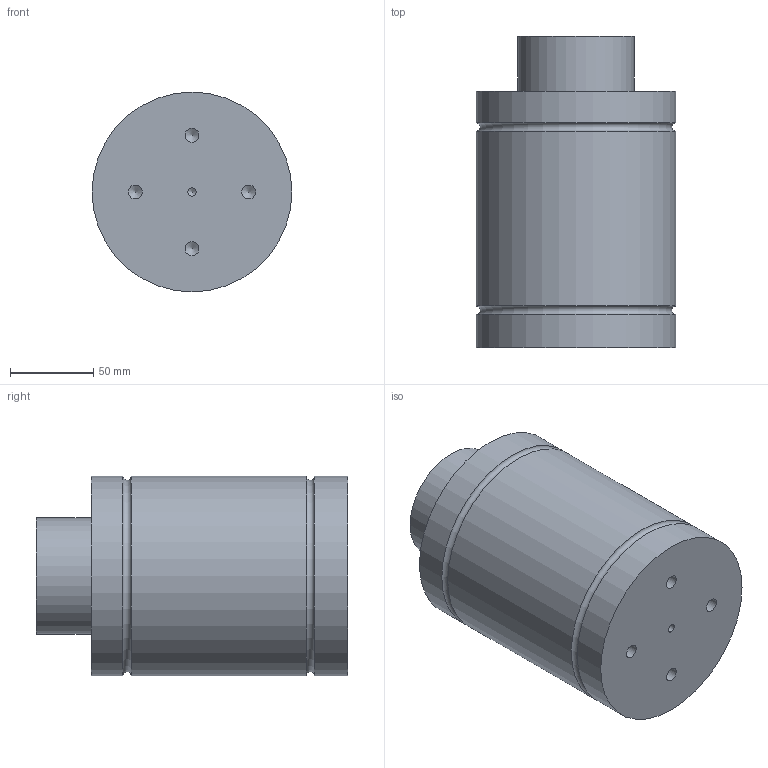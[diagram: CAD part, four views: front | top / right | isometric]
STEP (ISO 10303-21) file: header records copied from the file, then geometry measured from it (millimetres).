
FILE_DESCRIPTION(/* description */ ('Alibre Inc.'),/* implementation_level */ '2;1');
FILE_NAME(/* name */ 'export-5BE1B4FC-82DA-407C-9AFF-8FBFFC8F0427',/* time_stamp */ '2019-05-22T11:27:20+03:00',/* author */ (''),/* organization */ (''),/* preprocessor_version */ 'ST-DEVELOPER v17',/* originating_system */ 'Alibre',/* authorisation */ '');
FILE_SCHEMA (('CONFIG_CONTROL_DESIGN'));
Length unit declared in the file: centimetre
Products named in the file (1): ID_1
Bounding box: 120 x 187 x 120 mm (x, y, z)
Volume: 1859075.9 mm3; surface area: 91124.2 mm2
Topology: 1 solids, 1 shells, 19 faces, 41 edges, 25 vertices
Faces by surface type: cylinder 9, cone 5, plane 3, torus 2
Full cylindrical faces by diameter (mm): 5 x1, 8.376 x4, 70 x1, 120 x3
Entity records: 464 total; most frequent: DIRECTION 65, CARTESIAN_POINT 58, FACE_BOUND 41, ORIENTED_EDGE 36, EDGE_LOOP 36, AXIS2_PLACEMENT_3D 35, VERTEX_POINT 23, ADVANCED_FACE 19
